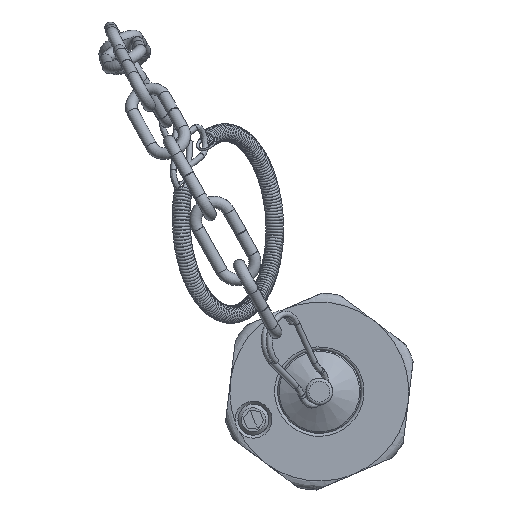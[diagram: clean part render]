
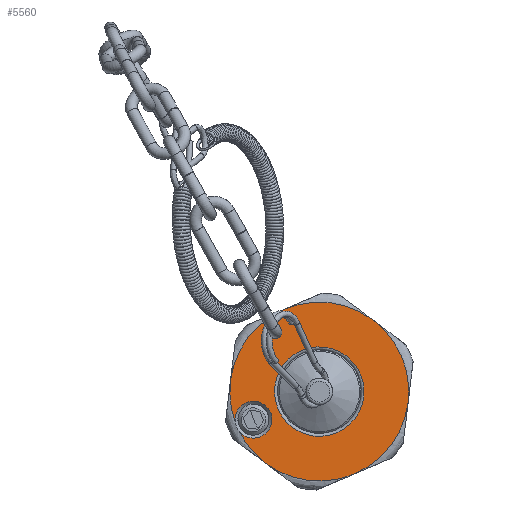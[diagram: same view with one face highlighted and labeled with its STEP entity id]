
A CAD part, front view. The second image highlights one B-rep face of the part: STEP entity #5560.
In plain terms, the highlighted planar face has unit normal (0, -1, 0).
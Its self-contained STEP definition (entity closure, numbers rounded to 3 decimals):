
#5470=CARTESIAN_POINT('',(-4.408,-8.,10.351));
#5471=DIRECTION('',(0.0,-1.0,0.0));
#5472=DIRECTION('',(-0.92,0.0,-0.392));
#5473=AXIS2_PLACEMENT_3D('',#5470,#5471,#5472);
#5474=PLANE('',#5473);
#5475=CARTESIAN_POINT('',(-13.435,-8.,-6.67));
#5476=VERTEX_POINT('',#5475);
#5477=CARTESIAN_POINT('',(-14.119,-8.,-5.064));
#5478=VERTEX_POINT('',#5477);
#5479=CARTESIAN_POINT('',(-11.041,-8.,-4.702));
#5480=DIRECTION('',(0.,-1.0,0.));
#5481=DIRECTION('',(-0.392,0.,0.92));
#5482=AXIS2_PLACEMENT_3D('',#5479,#5480,#5481);
#5483=CIRCLE('',#5482,3.1);
#5484=EDGE_CURVE('',#5476,#5478,#5483,.T.);
#5485=ORIENTED_EDGE('',*,*,#5484,.F.);
#5486=CARTESIAN_POINT('',(-9.013,-8.,-11.99));
#5487=VERTEX_POINT('',#5486);
#5488=CARTESIAN_POINT('',(0.,-8.,0.));
#5489=DIRECTION('',(0.,1.0,0.));
#5490=DIRECTION('',(-0.392,0.,0.92));
#5491=AXIS2_PLACEMENT_3D('',#5488,#5489,#5490);
#5492=CIRCLE('',#5491,15.);
#5493=EDGE_CURVE('',#5487,#5476,#5492,.T.);
#5494=ORIENTED_EDGE('',*,*,#5493,.F.);
#5495=CARTESIAN_POINT('',(5.877,-8.,-13.801));
#5496=VERTEX_POINT('',#5495);
#5497=CARTESIAN_POINT('',(0.,-8.,0.));
#5498=DIRECTION('',(0.,1.0,0.));
#5499=DIRECTION('',(-0.392,0.,0.92));
#5500=AXIS2_PLACEMENT_3D('',#5497,#5498,#5499);
#5501=CIRCLE('',#5500,15.);
#5502=EDGE_CURVE('',#5496,#5487,#5501,.T.);
#5503=ORIENTED_EDGE('',*,*,#5502,.F.);
#5504=CARTESIAN_POINT('',(14.89,-8.,-1.811));
#5505=VERTEX_POINT('',#5504);
#5506=CARTESIAN_POINT('',(0.,-8.,0.));
#5507=DIRECTION('',(0.,1.0,0.));
#5508=DIRECTION('',(-0.392,0.,0.92));
#5509=AXIS2_PLACEMENT_3D('',#5506,#5507,#5508);
#5510=CIRCLE('',#5509,15.);
#5511=EDGE_CURVE('',#5505,#5496,#5510,.T.);
#5512=ORIENTED_EDGE('',*,*,#5511,.F.);
#5513=CARTESIAN_POINT('',(9.013,-8.,11.99));
#5514=VERTEX_POINT('',#5513);
#5515=CARTESIAN_POINT('',(0.,-8.,0.));
#5516=DIRECTION('',(0.,1.0,0.));
#5517=DIRECTION('',(-0.392,0.,0.92));
#5518=AXIS2_PLACEMENT_3D('',#5515,#5516,#5517);
#5519=CIRCLE('',#5518,15.);
#5520=EDGE_CURVE('',#5514,#5505,#5519,.T.);
#5521=ORIENTED_EDGE('',*,*,#5520,.F.);
#5522=CARTESIAN_POINT('',(-5.877,-8.,13.801));
#5523=VERTEX_POINT('',#5522);
#5524=CARTESIAN_POINT('',(0.,-8.,0.));
#5525=DIRECTION('',(0.,1.0,0.));
#5526=DIRECTION('',(-0.392,0.,0.92));
#5527=AXIS2_PLACEMENT_3D('',#5524,#5525,#5526);
#5528=CIRCLE('',#5527,15.);
#5529=EDGE_CURVE('',#5523,#5514,#5528,.T.);
#5530=ORIENTED_EDGE('',*,*,#5529,.F.);
#5531=CARTESIAN_POINT('',(-14.89,-8.0,1.811));
#5532=VERTEX_POINT('',#5531);
#5533=CARTESIAN_POINT('',(0.,-8.,0.));
#5534=DIRECTION('',(0.,1.0,0.));
#5535=DIRECTION('',(-0.392,0.,0.92));
#5536=AXIS2_PLACEMENT_3D('',#5533,#5534,#5535);
#5537=CIRCLE('',#5536,15.);
#5538=EDGE_CURVE('',#5532,#5523,#5537,.T.);
#5539=ORIENTED_EDGE('',*,*,#5538,.F.);
#5540=CARTESIAN_POINT('',(0.,-8.,0.));
#5541=DIRECTION('',(0.,1.0,0.));
#5542=DIRECTION('',(-0.392,0.,0.92));
#5543=AXIS2_PLACEMENT_3D('',#5540,#5541,#5542);
#5544=CIRCLE('',#5543,15.);
#5545=EDGE_CURVE('',#5478,#5532,#5544,.T.);
#5546=ORIENTED_EDGE('',*,*,#5545,.F.);
#5547=EDGE_LOOP('',(#5485,#5494,#5503,#5512,#5521,#5530,#5539,#5546));
#5548=FACE_OUTER_BOUND('',#5547,.T.);
#5549=CARTESIAN_POINT('',(-2.939,-8.,6.9));
#5550=VERTEX_POINT('',#5549);
#5551=CARTESIAN_POINT('',(0.,-8.,0.));
#5552=DIRECTION('',(0.,1.0,0.));
#5553=DIRECTION('',(-0.392,0.,0.92));
#5554=AXIS2_PLACEMENT_3D('',#5551,#5552,#5553);
#5555=CIRCLE('',#5554,7.5);
#5556=EDGE_CURVE('',#5550,#5550,#5555,.T.);
#5557=ORIENTED_EDGE('',*,*,#5556,.T.);
#5558=EDGE_LOOP('',(#5557));
#5559=FACE_BOUND('',#5558,.T.);
#5560=ADVANCED_FACE('',(#5548,#5559),#5474,.T.);
